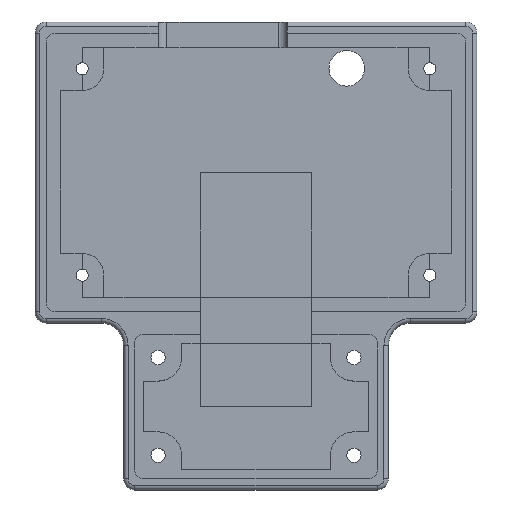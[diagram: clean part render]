
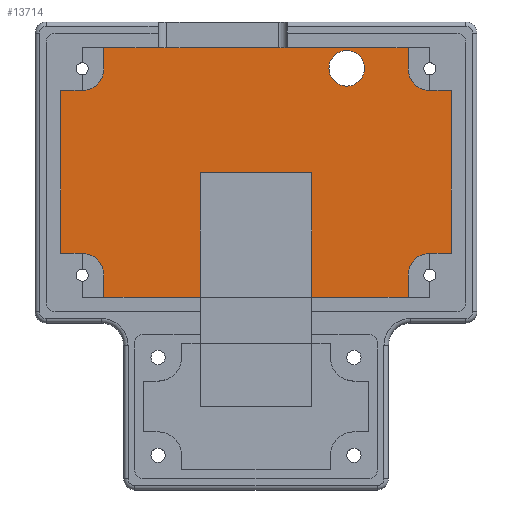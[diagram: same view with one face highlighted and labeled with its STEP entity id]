
A CAD part, top view. The second image highlights one B-rep face of the part: STEP entity #13714.
In plain terms, the highlighted planar face has unit normal (0, 0, 1).
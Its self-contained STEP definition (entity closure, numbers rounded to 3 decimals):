
#12035 = VERTEX_POINT('',#12036);
#12036 = CARTESIAN_POINT('',(24.38,57.232,3.));
#12042 = EDGE_CURVE('',#12035,#12035,#12043,.T.);
#12043 = CIRCLE('',#12044,4.);
#12044 = AXIS2_PLACEMENT_3D('',#12045,#12046,#12047);
#12045 = CARTESIAN_POINT('',(20.38,57.232,3.));
#12046 = DIRECTION('',(0.,0.,-1.));
#12047 = DIRECTION('',(1.,0.,0.));
#13714 = ADVANCED_FACE('',(#13715,#13881),#13884,.T.);
#13715 = FACE_BOUND('',#13716,.T.);
#13716 = EDGE_LOOP('',(#13717,#13728,#13736,#13744,#13752,#13760,#13768,
    #13776,#13784,#13793,#13801,#13809,#13817,#13826,#13834,#13842,
    #13850,#13859,#13867,#13875));
#13717 = ORIENTED_EDGE('',*,*,#13718,.F.);
#13718 = EDGE_CURVE('',#13719,#13721,#13723,.T.);
#13719 = VERTEX_POINT('',#13720);
#13720 = CARTESIAN_POINT('',(-34.166,10.751,3.));
#13721 = VERTEX_POINT('',#13722);
#13722 = CARTESIAN_POINT('',(-39.053,15.637,3.));
#13723 = CIRCLE('',#13724,4.887);
#13724 = AXIS2_PLACEMENT_3D('',#13725,#13726,#13727);
#13725 = CARTESIAN_POINT('',(-39.053,10.751,3.));
#13726 = DIRECTION('',(0.,0.,1.));
#13727 = DIRECTION('',(1.,0.,0.));
#13728 = ORIENTED_EDGE('',*,*,#13729,.T.);
#13729 = EDGE_CURVE('',#13719,#13730,#13732,.T.);
#13730 = VERTEX_POINT('',#13731);
#13731 = CARTESIAN_POINT('',(-34.166,5.75,3.));
#13732 = LINE('',#13733,#13734);
#13733 = CARTESIAN_POINT('',(-34.166,10.751,3.));
#13734 = VECTOR('',#13735,1.);
#13735 = DIRECTION('',(0.,-1.,0.));
#13736 = ORIENTED_EDGE('',*,*,#13737,.T.);
#13737 = EDGE_CURVE('',#13730,#13738,#13740,.T.);
#13738 = VERTEX_POINT('',#13739);
#13739 = CARTESIAN_POINT('',(-12.5,5.75,3.));
#13740 = LINE('',#13741,#13742);
#13741 = CARTESIAN_POINT('',(-34.166,5.75,3.));
#13742 = VECTOR('',#13743,1.);
#13743 = DIRECTION('',(1.,0.,0.));
#13744 = ORIENTED_EDGE('',*,*,#13745,.T.);
#13745 = EDGE_CURVE('',#13738,#13746,#13748,.T.);
#13746 = VERTEX_POINT('',#13747);
#13747 = CARTESIAN_POINT('',(-12.5,33.801,3.));
#13748 = LINE('',#13749,#13750);
#13749 = CARTESIAN_POINT('',(-12.5,0.,3.));
#13750 = VECTOR('',#13751,1.);
#13751 = DIRECTION('',(0.,1.,0.));
#13752 = ORIENTED_EDGE('',*,*,#13753,.T.);
#13753 = EDGE_CURVE('',#13746,#13754,#13756,.T.);
#13754 = VERTEX_POINT('',#13755);
#13755 = CARTESIAN_POINT('',(12.5,33.801,3.));
#13756 = LINE('',#13757,#13758);
#13757 = CARTESIAN_POINT('',(-12.5,33.801,3.));
#13758 = VECTOR('',#13759,1.);
#13759 = DIRECTION('',(1.,0.,0.));
#13760 = ORIENTED_EDGE('',*,*,#13761,.T.);
#13761 = EDGE_CURVE('',#13754,#13762,#13764,.T.);
#13762 = VERTEX_POINT('',#13763);
#13763 = CARTESIAN_POINT('',(12.5,5.75,3.));
#13764 = LINE('',#13765,#13766);
#13765 = CARTESIAN_POINT('',(12.5,33.801,3.));
#13766 = VECTOR('',#13767,1.);
#13767 = DIRECTION('',(0.,-1.,0.));
#13768 = ORIENTED_EDGE('',*,*,#13769,.T.);
#13769 = EDGE_CURVE('',#13762,#13770,#13772,.T.);
#13770 = VERTEX_POINT('',#13771);
#13771 = CARTESIAN_POINT('',(34.166,5.75,3.));
#13772 = LINE('',#13773,#13774);
#13773 = CARTESIAN_POINT('',(-34.166,5.75,3.));
#13774 = VECTOR('',#13775,1.);
#13775 = DIRECTION('',(1.,0.,0.));
#13776 = ORIENTED_EDGE('',*,*,#13777,.F.);
#13777 = EDGE_CURVE('',#13778,#13770,#13780,.T.);
#13778 = VERTEX_POINT('',#13779);
#13779 = CARTESIAN_POINT('',(34.166,10.751,3.));
#13780 = LINE('',#13781,#13782);
#13781 = CARTESIAN_POINT('',(34.166,10.751,3.));
#13782 = VECTOR('',#13783,1.);
#13783 = DIRECTION('',(0.,-1.,0.));
#13784 = ORIENTED_EDGE('',*,*,#13785,.F.);
#13785 = EDGE_CURVE('',#13786,#13778,#13788,.T.);
#13786 = VERTEX_POINT('',#13787);
#13787 = CARTESIAN_POINT('',(39.053,15.637,3.));
#13788 = CIRCLE('',#13789,4.887);
#13789 = AXIS2_PLACEMENT_3D('',#13790,#13791,#13792);
#13790 = CARTESIAN_POINT('',(39.053,10.751,3.));
#13791 = DIRECTION('',(0.,0.,1.));
#13792 = DIRECTION('',(1.,0.,0.));
#13793 = ORIENTED_EDGE('',*,*,#13794,.T.);
#13794 = EDGE_CURVE('',#13786,#13795,#13797,.T.);
#13795 = VERTEX_POINT('',#13796);
#13796 = CARTESIAN_POINT('',(43.863,15.637,3.));
#13797 = LINE('',#13798,#13799);
#13798 = CARTESIAN_POINT('',(39.053,15.637,3.));
#13799 = VECTOR('',#13800,1.);
#13800 = DIRECTION('',(1.,0.,0.));
#13801 = ORIENTED_EDGE('',*,*,#13802,.F.);
#13802 = EDGE_CURVE('',#13803,#13795,#13805,.T.);
#13803 = VERTEX_POINT('',#13804);
#13804 = CARTESIAN_POINT('',(43.863,52.219,3.));
#13805 = LINE('',#13806,#13807);
#13806 = CARTESIAN_POINT('',(43.863,52.219,3.));
#13807 = VECTOR('',#13808,1.);
#13808 = DIRECTION('',(0.,-1.,0.));
#13809 = ORIENTED_EDGE('',*,*,#13810,.F.);
#13810 = EDGE_CURVE('',#13811,#13803,#13813,.T.);
#13811 = VERTEX_POINT('',#13812);
#13812 = CARTESIAN_POINT('',(39.053,52.219,3.));
#13813 = LINE('',#13814,#13815);
#13814 = CARTESIAN_POINT('',(39.053,52.219,3.));
#13815 = VECTOR('',#13816,1.);
#13816 = DIRECTION('',(1.,0.,0.));
#13817 = ORIENTED_EDGE('',*,*,#13818,.F.);
#13818 = EDGE_CURVE('',#13819,#13811,#13821,.T.);
#13819 = VERTEX_POINT('',#13820);
#13820 = CARTESIAN_POINT('',(34.166,57.106,3.));
#13821 = CIRCLE('',#13822,4.887);
#13822 = AXIS2_PLACEMENT_3D('',#13823,#13824,#13825);
#13823 = CARTESIAN_POINT('',(39.053,57.106,3.));
#13824 = DIRECTION('',(0.,0.,1.));
#13825 = DIRECTION('',(1.,0.,0.));
#13826 = ORIENTED_EDGE('',*,*,#13827,.T.);
#13827 = EDGE_CURVE('',#13819,#13828,#13830,.T.);
#13828 = VERTEX_POINT('',#13829);
#13829 = CARTESIAN_POINT('',(34.166,61.852,3.));
#13830 = LINE('',#13831,#13832);
#13831 = CARTESIAN_POINT('',(34.166,57.106,3.));
#13832 = VECTOR('',#13833,1.);
#13833 = DIRECTION('',(0.,1.,0.));
#13834 = ORIENTED_EDGE('',*,*,#13835,.F.);
#13835 = EDGE_CURVE('',#13836,#13828,#13838,.T.);
#13836 = VERTEX_POINT('',#13837);
#13837 = CARTESIAN_POINT('',(-34.166,61.852,3.));
#13838 = LINE('',#13839,#13840);
#13839 = CARTESIAN_POINT('',(-34.166,61.852,3.));
#13840 = VECTOR('',#13841,1.);
#13841 = DIRECTION('',(1.,0.,0.));
#13842 = ORIENTED_EDGE('',*,*,#13843,.F.);
#13843 = EDGE_CURVE('',#13844,#13836,#13846,.T.);
#13844 = VERTEX_POINT('',#13845);
#13845 = CARTESIAN_POINT('',(-34.166,57.106,3.));
#13846 = LINE('',#13847,#13848);
#13847 = CARTESIAN_POINT('',(-34.166,57.106,3.));
#13848 = VECTOR('',#13849,1.);
#13849 = DIRECTION('',(0.,1.,0.));
#13850 = ORIENTED_EDGE('',*,*,#13851,.F.);
#13851 = EDGE_CURVE('',#13852,#13844,#13854,.T.);
#13852 = VERTEX_POINT('',#13853);
#13853 = CARTESIAN_POINT('',(-39.053,52.219,3.));
#13854 = CIRCLE('',#13855,4.887);
#13855 = AXIS2_PLACEMENT_3D('',#13856,#13857,#13858);
#13856 = CARTESIAN_POINT('',(-39.053,57.106,3.));
#13857 = DIRECTION('',(0.,0.,1.));
#13858 = DIRECTION('',(1.,0.,0.));
#13859 = ORIENTED_EDGE('',*,*,#13860,.T.);
#13860 = EDGE_CURVE('',#13852,#13861,#13863,.T.);
#13861 = VERTEX_POINT('',#13862);
#13862 = CARTESIAN_POINT('',(-43.863,52.219,3.));
#13863 = LINE('',#13864,#13865);
#13864 = CARTESIAN_POINT('',(-39.053,52.219,3.));
#13865 = VECTOR('',#13866,1.);
#13866 = DIRECTION('',(-1.,0.,0.));
#13867 = ORIENTED_EDGE('',*,*,#13868,.T.);
#13868 = EDGE_CURVE('',#13861,#13869,#13871,.T.);
#13869 = VERTEX_POINT('',#13870);
#13870 = CARTESIAN_POINT('',(-43.863,15.637,3.));
#13871 = LINE('',#13872,#13873);
#13872 = CARTESIAN_POINT('',(-43.863,52.219,3.));
#13873 = VECTOR('',#13874,1.);
#13874 = DIRECTION('',(0.,-1.,0.));
#13875 = ORIENTED_EDGE('',*,*,#13876,.F.);
#13876 = EDGE_CURVE('',#13721,#13869,#13877,.T.);
#13877 = LINE('',#13878,#13879);
#13878 = CARTESIAN_POINT('',(-39.053,15.637,3.));
#13879 = VECTOR('',#13880,1.);
#13880 = DIRECTION('',(-1.,0.,0.));
#13881 = FACE_BOUND('',#13882,.T.);
#13882 = EDGE_LOOP('',(#13883));
#13883 = ORIENTED_EDGE('',*,*,#12042,.T.);
#13884 = PLANE('',#13885);
#13885 = AXIS2_PLACEMENT_3D('',#13886,#13887,#13888);
#13886 = CARTESIAN_POINT('',(0.,33.815,3.));
#13887 = DIRECTION('',(0.,0.,1.));
#13888 = DIRECTION('',(0.,1.,0.));
